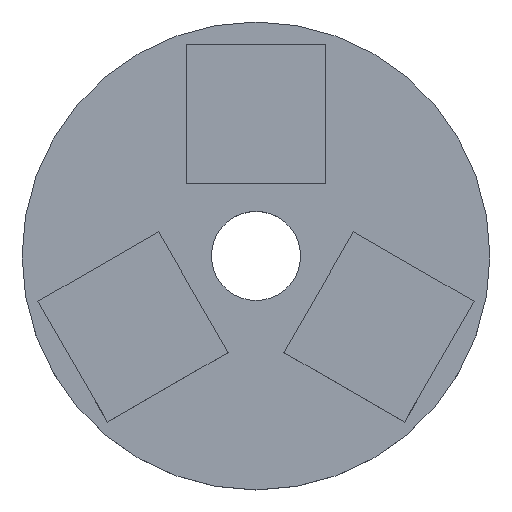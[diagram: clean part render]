
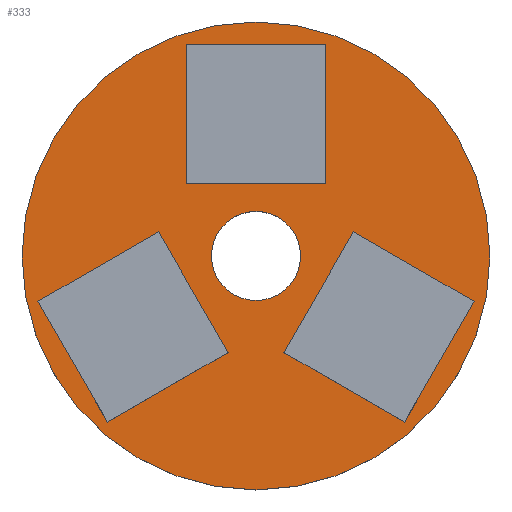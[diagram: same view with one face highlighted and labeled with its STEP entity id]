
A CAD part, top view. The second image highlights one B-rep face of the part: STEP entity #333.
In plain terms, the highlighted planar face has unit normal (0, 0, 1).
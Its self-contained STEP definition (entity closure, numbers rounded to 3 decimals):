
#15=FACE_BOUND('',#63,.T.);
#16=FACE_BOUND('',#64,.T.);
#17=FACE_BOUND('',#65,.T.);
#18=FACE_BOUND('',#66,.T.);
#20=CIRCLE('',#365,1.6);
#22=CIRCLE('',#368,8.4);
#43=FACE_OUTER_BOUND('',#62,.T.);
#62=EDGE_LOOP('',(#283));
#63=EDGE_LOOP('',(#284,#285,#286,#287));
#64=EDGE_LOOP('',(#288,#289,#290,#291));
#65=EDGE_LOOP('',(#292,#293,#294,#295));
#66=EDGE_LOOP('',(#296));
#69=LINE('',#462,#107);
#73=LINE('',#470,#111);
#76=LINE('',#476,#114);
#79=LINE('',#481,#117);
#81=LINE('',#487,#119);
#85=LINE('',#495,#123);
#88=LINE('',#501,#126);
#91=LINE('',#506,#129);
#93=LINE('',#512,#131);
#97=LINE('',#520,#135);
#100=LINE('',#526,#138);
#103=LINE('',#531,#141);
#107=VECTOR('',#376,10.);
#111=VECTOR('',#382,10.);
#114=VECTOR('',#387,10.);
#117=VECTOR('',#392,10.);
#119=VECTOR('',#398,10.);
#123=VECTOR('',#404,10.);
#126=VECTOR('',#409,10.);
#129=VECTOR('',#414,10.);
#131=VECTOR('',#420,10.);
#135=VECTOR('',#426,10.);
#138=VECTOR('',#431,10.);
#141=VECTOR('',#436,10.);
#145=VERTEX_POINT('',#460);
#146=VERTEX_POINT('',#461);
#149=VERTEX_POINT('',#469);
#151=VERTEX_POINT('',#475);
#153=VERTEX_POINT('',#485);
#154=VERTEX_POINT('',#486);
#157=VERTEX_POINT('',#494);
#159=VERTEX_POINT('',#500);
#161=VERTEX_POINT('',#510);
#162=VERTEX_POINT('',#511);
#165=VERTEX_POINT('',#519);
#167=VERTEX_POINT('',#525);
#169=VERTEX_POINT('',#535);
#171=VERTEX_POINT('',#541);
#173=EDGE_CURVE('',#145,#146,#69,.T.);
#177=EDGE_CURVE('',#146,#149,#73,.T.);
#180=EDGE_CURVE('',#149,#151,#76,.T.);
#183=EDGE_CURVE('',#151,#145,#79,.T.);
#185=EDGE_CURVE('',#153,#154,#81,.T.);
#189=EDGE_CURVE('',#154,#157,#85,.T.);
#192=EDGE_CURVE('',#157,#159,#88,.T.);
#195=EDGE_CURVE('',#159,#153,#91,.T.);
#197=EDGE_CURVE('',#161,#162,#93,.T.);
#201=EDGE_CURVE('',#162,#165,#97,.T.);
#204=EDGE_CURVE('',#165,#167,#100,.T.);
#207=EDGE_CURVE('',#167,#161,#103,.T.);
#209=EDGE_CURVE('',#169,#169,#20,.T.);
#212=EDGE_CURVE('',#171,#171,#22,.T.);
#283=ORIENTED_EDGE('',*,*,#212,.T.);
#284=ORIENTED_EDGE('',*,*,#173,.T.);
#285=ORIENTED_EDGE('',*,*,#177,.T.);
#286=ORIENTED_EDGE('',*,*,#180,.T.);
#287=ORIENTED_EDGE('',*,*,#183,.T.);
#288=ORIENTED_EDGE('',*,*,#185,.T.);
#289=ORIENTED_EDGE('',*,*,#189,.T.);
#290=ORIENTED_EDGE('',*,*,#192,.T.);
#291=ORIENTED_EDGE('',*,*,#195,.T.);
#292=ORIENTED_EDGE('',*,*,#197,.T.);
#293=ORIENTED_EDGE('',*,*,#201,.T.);
#294=ORIENTED_EDGE('',*,*,#204,.T.);
#295=ORIENTED_EDGE('',*,*,#207,.T.);
#296=ORIENTED_EDGE('',*,*,#209,.T.);
#314=PLANE('',#370);
#333=ADVANCED_FACE('',(#43,#15,#16,#17,#18),#314,.T.);
#365=AXIS2_PLACEMENT_3D('',#536,#442,#443);
#368=AXIS2_PLACEMENT_3D('',#542,#449,#450);
#370=AXIS2_PLACEMENT_3D('',#546,#454,#455);
#376=DIRECTION('',(-0.5,-0.866,0.));
#382=DIRECTION('',(-0.866,0.5,0.));
#387=DIRECTION('',(0.5,0.866,0.));
#392=DIRECTION('',(0.866,-0.5,0.));
#398=DIRECTION('',(-0.5,0.866,0.));
#404=DIRECTION('',(0.866,0.5,0.));
#409=DIRECTION('',(0.5,-0.866,0.));
#414=DIRECTION('',(-0.866,-0.5,0.));
#420=DIRECTION('',(1.,0.,0.));
#426=DIRECTION('',(0.,-1.,0.));
#431=DIRECTION('',(-1.,0.,0.));
#436=DIRECTION('',(0.,1.,0.));
#442=DIRECTION('center_axis',(0.,0.,-1.));
#443=DIRECTION('ref_axis',(1.,0.,0.));
#449=DIRECTION('center_axis',(0.,0.,1.));
#450=DIRECTION('ref_axis',(1.,0.,0.));
#454=DIRECTION('center_axis',(0.,0.,1.));
#455=DIRECTION('ref_axis',(1.,0.,0.));
#460=CARTESIAN_POINT('',(7.832,-1.635,1.6));
#461=CARTESIAN_POINT('',(5.332,-5.965,1.6));
#462=CARTESIAN_POINT('',(5.957,-4.883,1.6));
#469=CARTESIAN_POINT('',(1.002,-3.465,1.6));
#470=CARTESIAN_POINT('',(-0.124,-2.815,1.6));
#475=CARTESIAN_POINT('',(3.502,0.865,1.6));
#476=CARTESIAN_POINT('',(2.877,-0.217,1.6));
#481=CARTESIAN_POINT('',(4.541,0.265,1.6));
#485=CARTESIAN_POINT('',(-5.332,-5.965,1.6));
#486=CARTESIAN_POINT('',(-7.832,-1.635,1.6));
#487=CARTESIAN_POINT('',(-7.207,-2.717,1.6));
#494=CARTESIAN_POINT('',(-3.502,0.865,1.6));
#495=CARTESIAN_POINT('',(-2.376,1.515,1.6));
#500=CARTESIAN_POINT('',(-1.002,-3.465,1.6));
#501=CARTESIAN_POINT('',(-1.627,-2.383,1.6));
#506=CARTESIAN_POINT('',(-2.041,-4.065,1.6));
#510=CARTESIAN_POINT('',(-2.5,7.6,1.6));
#511=CARTESIAN_POINT('',(2.5,7.6,1.6));
#512=CARTESIAN_POINT('',(1.25,7.6,1.6));
#519=CARTESIAN_POINT('',(2.5,2.6,1.6));
#520=CARTESIAN_POINT('',(2.5,1.3,1.6));
#525=CARTESIAN_POINT('',(-2.5,2.6,1.6));
#526=CARTESIAN_POINT('',(-1.25,2.6,1.6));
#531=CARTESIAN_POINT('',(-2.5,3.8,1.6));
#535=CARTESIAN_POINT('',(-1.6,0.,1.6));
#536=CARTESIAN_POINT('Origin',(0.,0.,1.6));
#541=CARTESIAN_POINT('',(-8.4,0.,1.6));
#542=CARTESIAN_POINT('Origin',(0.,0.,1.6));
#546=CARTESIAN_POINT('Origin',(0.,0.,1.6));
